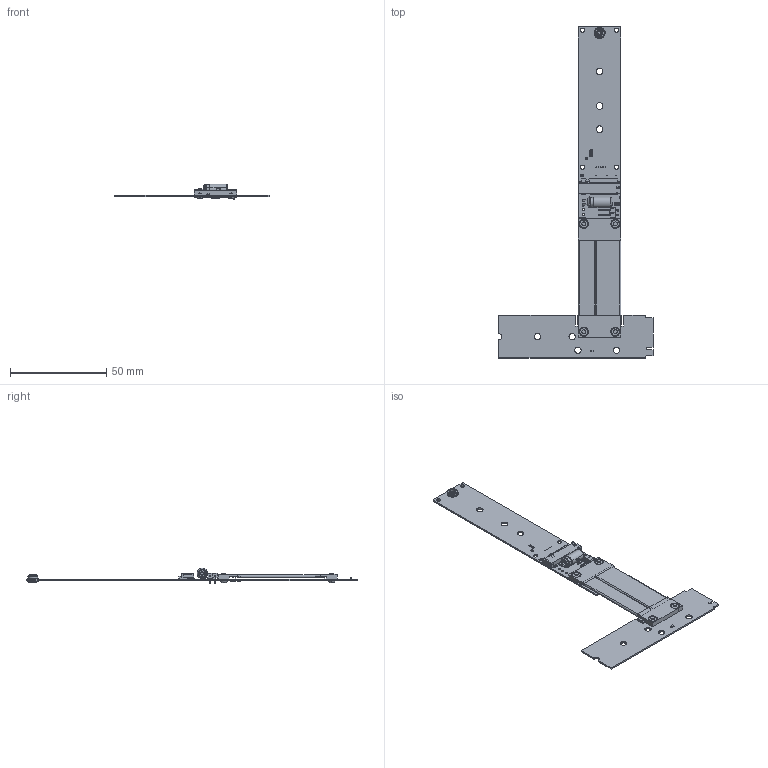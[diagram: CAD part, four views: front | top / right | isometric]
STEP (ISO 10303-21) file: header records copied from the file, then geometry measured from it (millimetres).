
FILE_DESCRIPTION(('Open CASCADE Model'),'2;1');
FILE_NAME('Open CASCADE Shape Model','2020-03-21T02:54:04',('Author'),( 'Open CASCADE'),'Open CASCADE STEP processor 6.8','Open CASCADE 6.8' ,'Unknown');
FILE_SCHEMA(('AUTOMOTIVE_DESIGN { 1 0 10303 214 1 1 1 1 }'));
Length unit declared in the file: millimetre
Products named in the file (95): PCB; Board; Open CASCADE STEP translator 6.8 13.1.1; Open CASCADE STEP translator 6.8 13.1.2; _1; LED_AP1608; Q1; SOT-23; R1; 萇郯泂えR0603; R2; D1; R3; Free-Models; RP44S-PAD; G0033_RGB9411503; Hexagon_nut_ISO_4032_(DIN_934)_-_M2_RGB9411503; cable13-43; cable20-43-s; G0030_RGB12967653; G0042; M2_nuc_RGB3326705; CAP_RAD_D5x11_POL_BK; Tape_22x5_RGB0; c-1-2199119-3-a1-3d_RGB4404530; bg075-02x-1-0600-0300-0150-x-x_revd; BG075-Insulator; BG075-1-0600-0300-0150-pin
Assembly tree (107 placements, depth 4):
  PCB
    Board
      Open CASCADE STEP translator 6.8 13.1.1
      Open CASCADE STEP translator 6.8 13.1.2
    _1
      LED_AP1608
    Q1
      SOT-23
    R1
      萇郯泂えR0603
        萇郯泂えR0603
    R2
      萇郯泂えR0603
        萇郯泂えR0603
    D1
      LED_AP1608
    R3
      萇郯泂えR0603
        萇郯泂えR0603
    Free-Models
      RP44S-PAD  x2
      G0033_RGB9411503  x4
      Hexagon_nut_ISO_4032_(DIN_934)_-_M2_RGB9411503  x4
      cable13-43
      cable13-43
      cable13-43
      cable13-43
      cable13-43
      cable13-43
      cable13-43
      cable13-43
      cable13-43
      cable13-43
      cable13-43
      cable13-43
      cable13-43
      cable13-43
      cable13-43
      cable13-43
      cable13-43
      cable13-43
      cable13-43
      cable13-43
      cable13-43
      cable13-43
      cable13-43
      cable13-43
      cable13-43
      cable13-43
      cable13-43
      cable20-43-s
      cable20-43-s
      cable20-43-s
      cable20-43-s
      cable20-43-s
      cable20-43-s
      cable20-43-s
      cable20-43-s
      cable20-43-s
      cable20-43-s
Bounding box: 80.08 x 172.23 x 8.14 mm (x, y, z)
Volume: 6147.4 mm3; surface area: 16833 mm2
Topology: 110 solids, 110 shells, 3629 faces, 9475 edges, 6241 vertices
Faces by surface type: plane 2221, cylinder 812, bspline 453, torus 78, cone 57, revolution 8
Full cylindrical faces by diameter (mm): 0.254 x83, 0.4 x165, 0.5 x2, 0.6 x66, 0.9 x2, 1.1 x1, 1.2 x4, 1.6 x1, 2 x1, 2.2 x12, 3.2 x3, 3.3 x4, 3.4 x6, 4.1 x1, 4.125 x2, 4.8 x4, 5 x1, 5.76 x2
Entity records: 127703 total; most frequent: CARTESIAN_POINT 30015, ORIENTED_EDGE 15578, DIRECTION 14278, EDGE_CURVE 7789, LINE 5366, VECTOR 5366, VERTEX_POINT 5131, AXIS2_PLACEMENT_3D 4455
